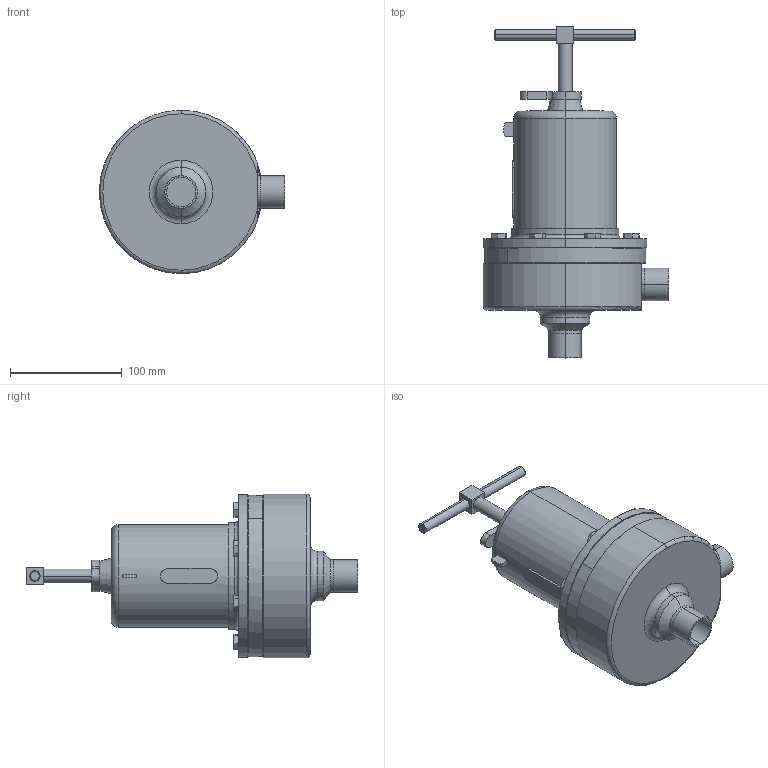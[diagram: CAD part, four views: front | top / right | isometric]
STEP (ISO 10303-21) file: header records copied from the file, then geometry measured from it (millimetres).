
FILE_DESCRIPTION (( 'STEP AP203' ), '1' );
FILE_NAME ('96DT-25.STEP', '2017-06-07T10:37:48', ( '' ), ( '' ), 'SwSTEP 2.0', 'SolidWorks 2014', '' );
FILE_SCHEMA (( 'CONFIG_CONTROL_DESIGN' ));
Length unit declared in the file: inch
Products named in the file (2): 96DT-25
Bounding box: 166.13 x 297.52 x 146.56 mm (x, y, z)
Volume: 1898561.3 mm3; surface area: 116100.8 mm2
Topology: 1 solids, 1 shells, 203 faces, 459 edges, 281 vertices
Faces by surface type: plane 90, cone 63, cylinder 41, torus 9
Entity records: 6298 total; most frequent: CARTESIAN_POINT 1691, DIRECTION 919, ORIENTED_EDGE 918, EDGE_CURVE 459, AXIS2_PLACEMENT_3D 363, VERTEX_POINT 281, EDGE_LOOP 226, FACE_OUTER_BOUND 203
